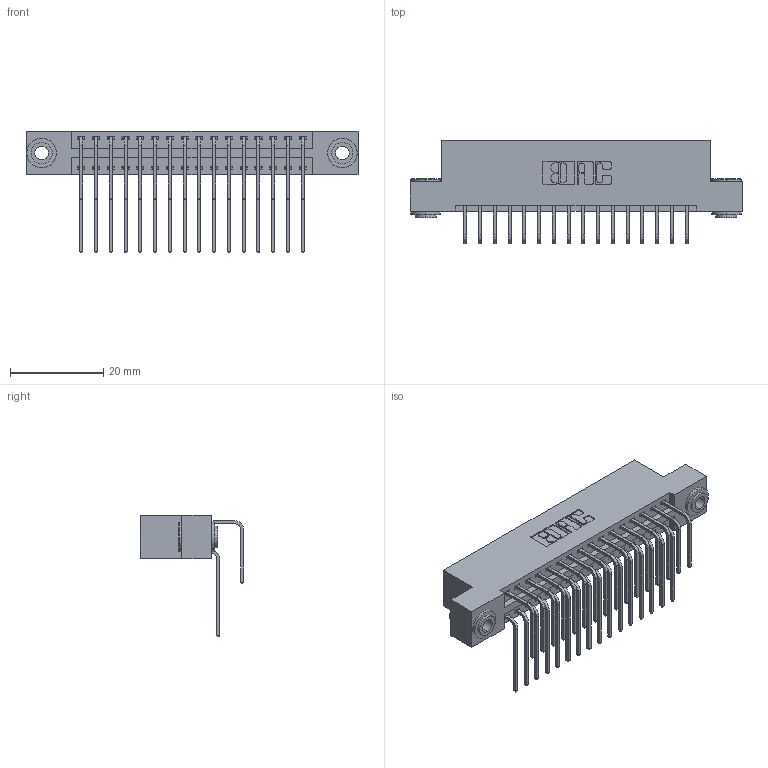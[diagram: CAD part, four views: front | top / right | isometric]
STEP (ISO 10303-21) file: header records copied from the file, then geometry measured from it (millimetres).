
FILE_DESCRIPTION (( 'STEP AP203' ), '1' );
FILE_NAME ('346-032-558-203.STEP', '2018-08-22T09:56:45', ( '' ), ( '' ), 'SwSTEP 2.0', 'SolidWorks 2016', '' );
FILE_SCHEMA (( 'CONFIG_CONTROL_DESIGN' ));
Length unit declared in the file: inch
Products named in the file (5): 346 Part_Flush Mounting Lugs - 0.156 Dia-TH; 345-292-001_558 559 Tail - 1; 345-292-001_558 Tail - 2; 345-250-002_345-250-002-102; 346-032-558-203
Assembly tree (35 placements, depth 2):
  346-032-558-203
    346 Part_Flush Mounting Lugs - 0.156 Dia-TH
    345-292-001_558 559 Tail - 1  x16
    345-292-001_558 Tail - 2  x16
    345-250-002_345-250-002-102  x2
Bounding box: 71.37 x 22.16 x 26.16 mm (x, y, z)
Volume: 6961.9 mm3; surface area: 10260.7 mm2
Topology: 35 solids, 35 shells, 1888 faces, 5557 edges, 3658 vertices
Faces by surface type: plane 1270, cylinder 610, cone 8
Entity records: 16376 total; most frequent: CARTESIAN_POINT 2762, ORIENTED_EDGE 2638, DIRECTION 2489, EDGE_CURVE 1319, VECTOR 1059, LINE 1059, VERTEX_POINT 874, AXIS2_PLACEMENT_3D 715
